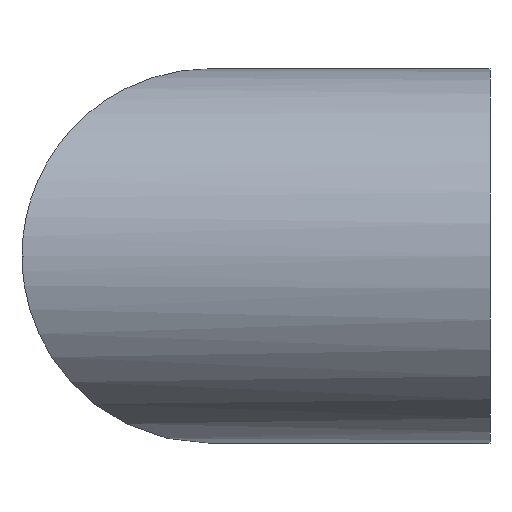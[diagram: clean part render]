
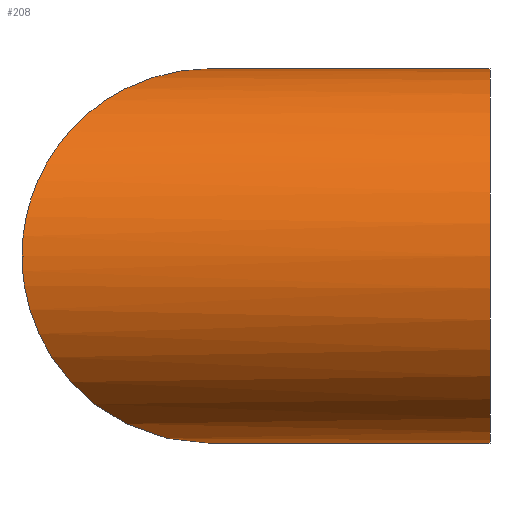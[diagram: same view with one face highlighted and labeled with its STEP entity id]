
A CAD part, left-side view. The second image highlights one B-rep face of the part: STEP entity #208.
In plain terms, the highlighted cylindrical face has radius 12.7 mm (diameter 25.4 mm), a partial arc.
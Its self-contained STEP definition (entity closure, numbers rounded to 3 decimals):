
#20 = CARTESIAN_POINT ( 'NONE',  ( -12.67, 31.72, -1.007 ) ) ;
#24 = CARTESIAN_POINT ( 'NONE',  ( -7.573, 26.623, -10.227 ) ) ;
#28 = CARTESIAN_POINT ( 'NONE',  ( -12.551, 31.601, -2.004 ) ) ;
#35 = CARTESIAN_POINT ( 'NONE',  ( -12.7, 31.75, 0.252 ) ) ;
#36 = ORIENTED_EDGE ( 'NONE', *, *, #553, .F. ) ;
#42 = CARTESIAN_POINT ( 'NONE',  ( -12.639, 31.689, 1.268 ) ) ;
#69 = CARTESIAN_POINT ( 'NONE',  ( -12.7, 31.75, -0.505 ) ) ;
#70 = CARTESIAN_POINT ( 'NONE',  ( 0., 200., -12.7 ) ) ;
#78 = EDGE_CURVE ( 'NONE', #469, #174, #195, .T. ) ;
#79 = CARTESIAN_POINT ( 'NONE',  ( 0., 0., 0. ) ) ;
#97 = CARTESIAN_POINT ( 'NONE',  ( -0.713, 19.763, 12.7 ) ) ;
#131 = DIRECTION ( 'NONE',  ( 0., 0., 1. ) ) ;
#150 = DIRECTION ( 'NONE',  ( 0., -1., 0. ) ) ;
#155 = CARTESIAN_POINT ( 'NONE',  ( -5.608, 24.658, 11.42 ) ) ;
#174 = VERTEX_POINT ( 'NONE', #393 ) ;
#183 = CARTESIAN_POINT ( 'NONE',  ( 0., 19.05, -12.7 ) ) ;
#188 = AXIS2_PLACEMENT_3D ( 'NONE', #455, #150, #571 ) ;
#195 = LINE ( 'NONE', #70, #530 ) ;
#200 = CARTESIAN_POINT ( 'NONE',  ( -4.57, 23.62, -11.855 ) ) ;
#208 = ADVANCED_FACE ( 'NONE', ( #731 ), #240, .T. ) ;
#218 = CARTESIAN_POINT ( 'NONE',  ( -3.892, 22.942, 12.095 ) ) ;
#222 = CARTESIAN_POINT ( 'NONE',  ( -4.931, 23.981, 11.727 ) ) ;
#233 = VERTEX_POINT ( 'NONE', #335 ) ;
#240 = CYLINDRICAL_SURFACE ( 'NONE', #188, 12.7 ) ;
#243 = EDGE_CURVE ( 'NONE', #503, #399, #279, .T. ) ;
#245 = CARTESIAN_POINT ( 'NONE',  ( -12.7, 31.75, 0. ) ) ;
#259 = CARTESIAN_POINT ( 'NONE',  ( -3.536, 22.586, -12.22 ) ) ;
#266 = CARTESIAN_POINT ( 'NONE',  ( -12.086, 31.136, -3.93 ) ) ;
#278 = CARTESIAN_POINT ( 'NONE',  ( -12.692, 31.742, 0.505 ) ) ;
#279 = B_SPLINE_CURVE_WITH_KNOTS ( 'NONE', 3,
 ( #404, #35, #278, #770, #42, #661, #720, #714, #532, #590, #289, #479, #351, #472, #345, #523, #654, #721, #779, #155, #222, #218, #580, #417, #653, #415, #97, #355 ),
 .UNSPECIFIED., .F., .F.,
 ( 4, 2, 2, 2, 2, 2, 2, 2, 2, 2, 2, 2, 2, 4 ),
 ( 0.024, 0.025, 0.026, 0.027, 0.029, 0.03, 0.032, 0.033, 0.036, 0.039, 0.042, 0.044, 0.045, 0.048 ),
 .UNSPECIFIED. ) ;
#280 = ORIENTED_EDGE ( 'NONE', *, *, #559, .T. ) ;
#289 = CARTESIAN_POINT ( 'NONE',  ( -11.564, 30.614, 5.27 ) ) ;
#292 = VECTOR ( 'NONE', #538, 1000. ) ;
#318 = ORIENTED_EDGE ( 'NONE', *, *, #456, .F. ) ;
#323 = CARTESIAN_POINT ( 'NONE',  ( -9.655, 28.705, -8.262 ) ) ;
#335 = CARTESIAN_POINT ( 'NONE',  ( 0., 0., 12.7 ) ) ;
#345 = CARTESIAN_POINT ( 'NONE',  ( -10.183, 29.233, 7.601 ) ) ;
#351 = CARTESIAN_POINT ( 'NONE',  ( -10.923, 29.973, 6.495 ) ) ;
#355 = CARTESIAN_POINT ( 'NONE',  ( 0., 19.05, 12.7 ) ) ;
#383 = CARTESIAN_POINT ( 'NONE',  ( -5.595, 24.645, -11.407 ) ) ;
#386 = CARTESIAN_POINT ( 'NONE',  ( -10.943, 29.993, -6.512 ) ) ;
#392 = B_SPLINE_CURVE_WITH_KNOTS ( 'NONE', 3,
 ( #183, #609, #550, #615, #259, #200, #454, #383, #505, #618, #24, #624, #744, #568, #323, #499, #386, #689, #696, #266, #747, #394, #28, #20, #69, #557 ),
 .UNSPECIFIED., .F., .F.,
 ( 4, 2, 2, 2, 2, 2, 2, 2, 2, 2, 2, 2, 4 ),
 ( 0., 0.003, 0.006, 0.008, 0.009, 0.012, 0.014, 0.015, 0.018, 0.02, 0.021, 0.023, 0.024 ),
 .UNSPECIFIED. ) ;
#393 = CARTESIAN_POINT ( 'NONE',  ( 0., 0., -12.7 ) ) ;
#394 = CARTESIAN_POINT ( 'NONE',  ( -12.461, 31.511, -2.504 ) ) ;
#399 = VERTEX_POINT ( 'NONE', #484 ) ;
#404 = CARTESIAN_POINT ( 'NONE',  ( -12.7, 31.75, 0. ) ) ;
#411 = AXIS2_PLACEMENT_3D ( 'NONE', #79, #633, #131 ) ;
#412 = ORIENTED_EDGE ( 'NONE', *, *, #78, .T. ) ;
#415 = CARTESIAN_POINT ( 'NONE',  ( -1.422, 20.472, 12.64 ) ) ;
#417 = CARTESIAN_POINT ( 'NONE',  ( -2.836, 21.886, 12.385 ) ) ;
#419 = CARTESIAN_POINT ( 'NONE',  ( 0., 19.05, -12.7 ) ) ;
#440 = LINE ( 'NONE', #600, #292 ) ;
#454 = CARTESIAN_POINT ( 'NONE',  ( -4.913, 23.963, -11.717 ) ) ;
#455 = CARTESIAN_POINT ( 'NONE',  ( 0., 200., 0. ) ) ;
#456 = EDGE_CURVE ( 'NONE', #399, #233, #440, .T. ) ;
#469 = VERTEX_POINT ( 'NONE', #419 ) ;
#472 = CARTESIAN_POINT ( 'NONE',  ( -10.439, 29.489, 7.247 ) ) ;
#477 = ORIENTED_EDGE ( 'NONE', *, *, #243, .F. ) ;
#479 = CARTESIAN_POINT ( 'NONE',  ( -11.15, 30.2, 6.097 ) ) ;
#484 = CARTESIAN_POINT ( 'NONE',  ( 0., 19.05, 12.7 ) ) ;
#499 = CARTESIAN_POINT ( 'NONE',  ( -10.459, 29.509, -7.255 ) ) ;
#503 = VERTEX_POINT ( 'NONE', #245 ) ;
#505 = CARTESIAN_POINT ( 'NONE',  ( -5.935, 24.985, -11.235 ) ) ;
#509 = DIRECTION ( 'NONE',  ( 0., -1., 0. ) ) ;
#523 = CARTESIAN_POINT ( 'NONE',  ( -9.383, 28.433, 8.601 ) ) ;
#530 = VECTOR ( 'NONE', #509, 1000. ) ;
#532 = CARTESIAN_POINT ( 'NONE',  ( -12.084, 31.134, 3.937 ) ) ;
#538 = DIRECTION ( 'NONE',  ( 0., -1., 0. ) ) ;
#550 = CARTESIAN_POINT ( 'NONE',  ( -1.43, 20.48, -12.639 ) ) ;
#553 = EDGE_CURVE ( 'NONE', #469, #503, #392, .T. ) ;
#557 = CARTESIAN_POINT ( 'NONE',  ( -12.7, 31.75, 0. ) ) ;
#559 = EDGE_CURVE ( 'NONE', #174, #233, #783, .T. ) ;
#568 = CARTESIAN_POINT ( 'NONE',  ( -9.372, 28.422, -8.58 ) ) ;
#571 = DIRECTION ( 'NONE',  ( 0., 0., -1. ) ) ;
#580 = CARTESIAN_POINT ( 'NONE',  ( -3.54, 22.59, 12.202 ) ) ;
#590 = CARTESIAN_POINT ( 'NONE',  ( -11.752, 30.802, 4.839 ) ) ;
#600 = CARTESIAN_POINT ( 'NONE',  ( 0., 200., 12.7 ) ) ;
#609 = CARTESIAN_POINT ( 'NONE',  ( -0.719, 19.769, -12.7 ) ) ;
#615 = CARTESIAN_POINT ( 'NONE',  ( -2.839, 21.889, -12.399 ) ) ;
#618 = CARTESIAN_POINT ( 'NONE',  ( -6.932, 25.982, -10.669 ) ) ;
#624 = CARTESIAN_POINT ( 'NONE',  ( -8.491, 27.541, -9.453 ) ) ;
#633 = DIRECTION ( 'NONE',  ( 0., 1., 0. ) ) ;
#653 = CARTESIAN_POINT ( 'NONE',  ( -2.483, 21.533, 12.46 ) ) ;
#654 = CARTESIAN_POINT ( 'NONE',  ( -8.804, 27.854, 9.189 ) ) ;
#661 = CARTESIAN_POINT ( 'NONE',  ( -12.549, 31.599, 2.019 ) ) ;
#676 = EDGE_LOOP ( 'NONE', ( #318, #477, #36, #412, #280 ) ) ;
#689 = CARTESIAN_POINT ( 'NONE',  ( -11.568, 30.618, -5.263 ) ) ;
#696 = CARTESIAN_POINT ( 'NONE',  ( -11.757, 30.807, -4.827 ) ) ;
#714 = CARTESIAN_POINT ( 'NONE',  ( -12.228, 31.278, 3.466 ) ) ;
#720 = CARTESIAN_POINT ( 'NONE',  ( -12.46, 31.51, 2.508 ) ) ;
#721 = CARTESIAN_POINT ( 'NONE',  ( -7.567, 26.617, 10.231 ) ) ;
#731 = FACE_OUTER_BOUND ( 'NONE', #676, .T. ) ;
#744 = CARTESIAN_POINT ( 'NONE',  ( -8.79, 27.84, -9.176 ) ) ;
#747 = CARTESIAN_POINT ( 'NONE',  ( -12.228, 31.278, -3.466 ) ) ;
#770 = CARTESIAN_POINT ( 'NONE',  ( -12.662, 31.712, 1.013 ) ) ;
#779 = CARTESIAN_POINT ( 'NONE',  ( -6.926, 25.976, 10.672 ) ) ;
#783 = CIRCLE ( 'NONE', #411, 12.7 ) ;
